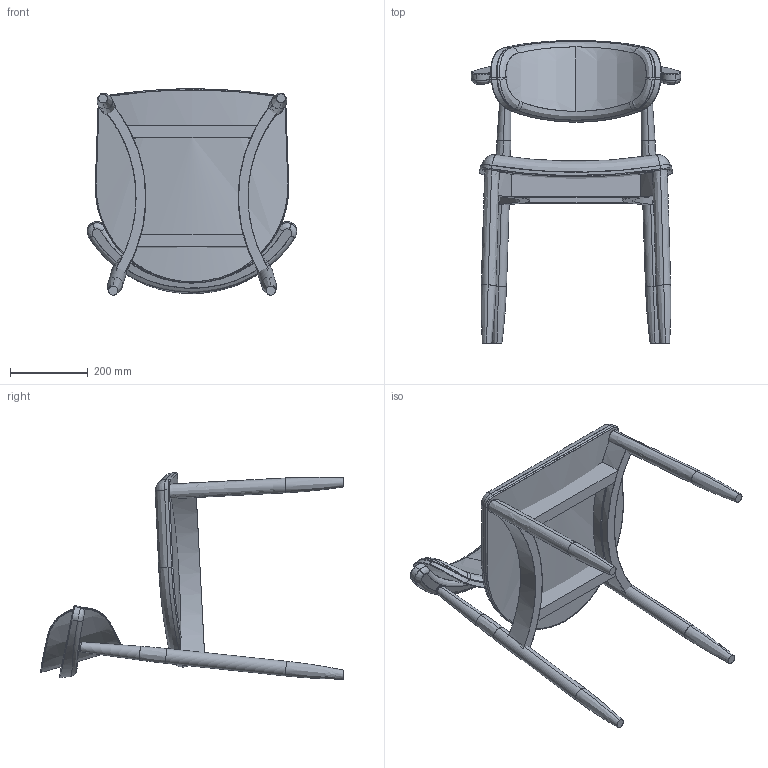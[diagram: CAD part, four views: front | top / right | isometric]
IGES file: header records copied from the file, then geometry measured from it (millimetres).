
Start section: SolidWorks IGES file using analytic representation for surfaces
Global section: file name: Cadeira JOANNE M-950UU.IGS; native system: SolidWorks 2016; preprocessor: SolidWorks 2016; author: Adao; date: 161007.112326; units: millimetre
Bounding box: 539.55 x 779.4 x 531.04 mm (x, y, z)
Surface area: 1477462.6 mm2 (no closed solid volume)
Topology: 0 solids, 0 shells, 211 faces, 2879 edges, 2877 vertices
Faces by surface type: bspline 155, revolution 56
